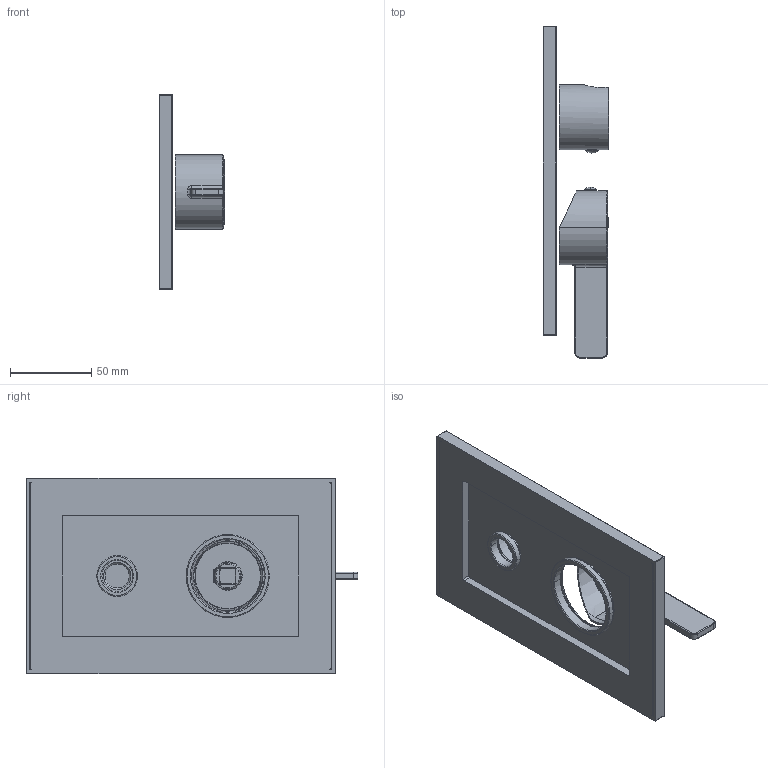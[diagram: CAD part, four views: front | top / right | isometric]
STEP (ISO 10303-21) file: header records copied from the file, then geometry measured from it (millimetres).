
FILE_DESCRIPTION((''),'2;1');
FILE_NAME('RO018CREST','2021-11-04T11:18:15',('ut3'),('PAFFONI SpA'),'CREO PARAMETRIC BY PTC INC, 2020044','CREO PARAMETRIC BY PTC INC, 2020044','');
FILE_SCHEMA(('CONFIG_CONTROL_DESIGN','SHAPE_APPEARANCE_LAYERS_GROUPS'));
Length unit declared in the file: millimetre
Products named in the file (1): RO018CREST
Bounding box: 40.35 x 204 x 120 mm (x, y, z)
Volume: 157033.8 mm3; surface area: 99890.7 mm2
Topology: 3 solids, 3 shells, 288 faces, 701 edges, 424 vertices
Faces by surface type: cylinder 100, plane 99, torus 41, cone 27, bspline 12, sphere 9
Entity records: 11982 total; most frequent: CARTESIAN_POINT 3133, DIRECTION 1465, ORIENTED_EDGE 1386, EDGE_CURVE 693, AXIS2_PLACEMENT_3D 576, VERTEX_POINT 424, EDGE_LOOP 323, VECTOR 313
